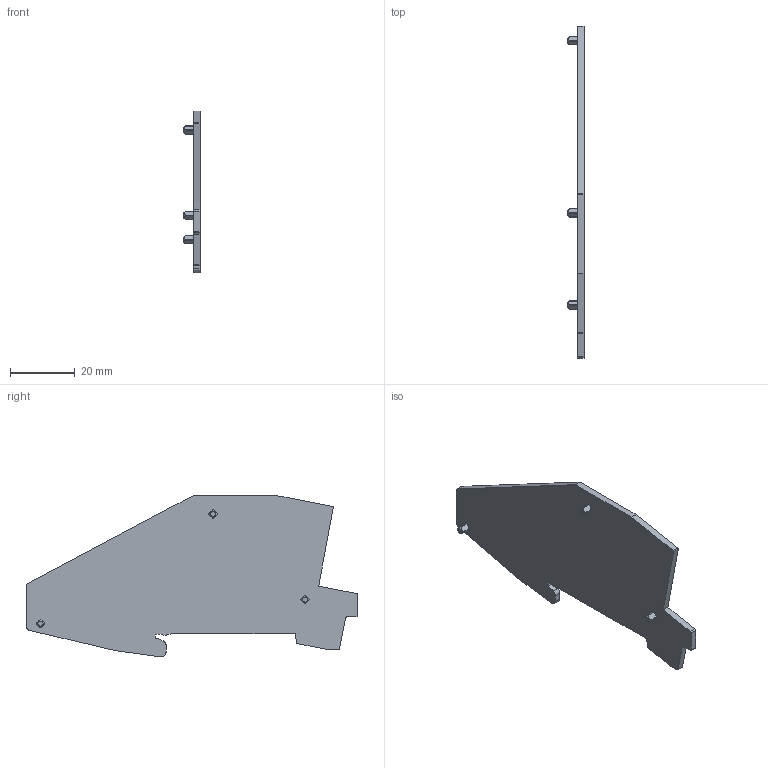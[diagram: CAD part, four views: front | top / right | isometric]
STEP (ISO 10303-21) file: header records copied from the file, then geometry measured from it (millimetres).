
FILE_DESCRIPTION(('CATIA V5 STEP Exchange','CAx-IF Rec.Pracs.--- Model Styling and Organization---1.4--- 2014-01-23'),'2;1');
FILE_NAME ('1117340-7_1', '2021-08-04T06:01:03+00:00', ('none'), ('Weidmueller'), 'CATIA Version 5-6 Release 2016 SP3 HF44', 'CATIA V5 STEP AP214', 'none');
FILE_SCHEMA(('AUTOMOTIVE_DESIGN { 1 0 10303 214 1 1 1 1 }'));
Length unit declared in the file: millimetre
Products named in the file (1): 2669060000
Bounding box: 5 x 102.9 x 50.21 mm (x, y, z)
Volume: 7162.3 mm3; surface area: 7765.6 mm2
Topology: 1 solids, 1 shells, 79 faces, 225 edges, 151 vertices
Faces by surface type: plane 40, extrusion 21, cylinder 12, cone 6
Entity records: 2843 total; most frequent: CARTESIAN_POINT 845, ORIENTED_EDGE 450, DIRECTION 313, EDGE_CURVE 225, VECTOR 156, VERTEX_POINT 151, LINE 135, AXIS2_PLACEMENT_3D 99
